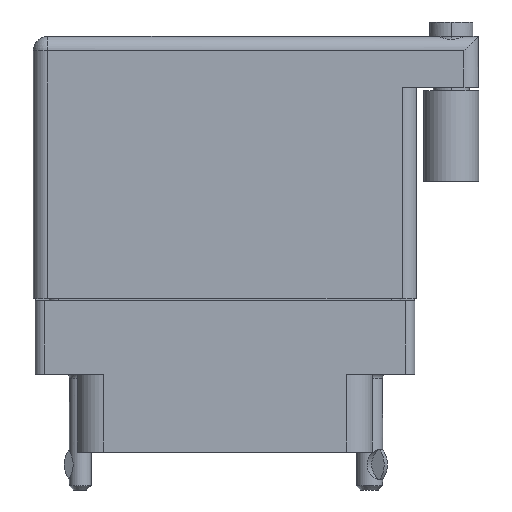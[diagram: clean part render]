
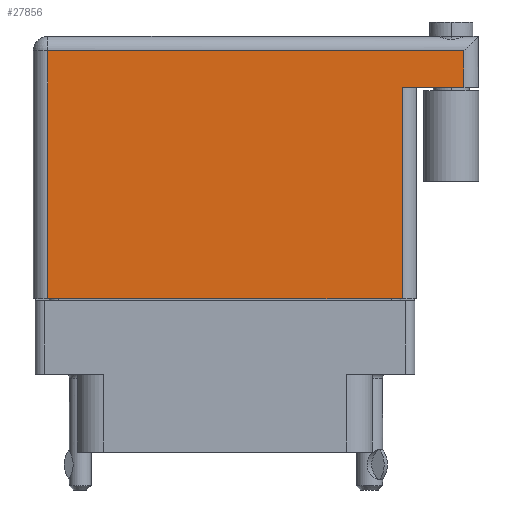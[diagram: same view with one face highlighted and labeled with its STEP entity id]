
A CAD part, front view. The second image highlights one B-rep face of the part: STEP entity #27856.
In plain terms, the highlighted face is planar.
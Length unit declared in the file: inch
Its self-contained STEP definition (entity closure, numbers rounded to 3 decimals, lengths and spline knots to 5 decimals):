
#1772 = CARTESIAN_POINT ( 'NONE',  ( -0.6125, -0.1, 0.3575 ) ) ;
#1837 = ORIENTED_EDGE ( 'NONE', *, *, #31518, .T. ) ;
#4079 = DIRECTION ( 'NONE',  ( 0., 1., 0. ) ) ;
#4964 = VECTOR ( 'NONE', #20258, 39.37008 ) ;
#4975 = DIRECTION ( 'NONE',  ( -1., 0., 0. ) ) ;
#5211 = VERTEX_POINT ( 'NONE', #8333 ) ;
#5483 = FACE_OUTER_BOUND ( 'NONE', #11231, .T. ) ;
#5724 = CARTESIAN_POINT ( 'NONE',  ( 0.6125, -0.1, 0.3575 ) ) ;
#6214 = CARTESIAN_POINT ( 'NONE',  ( -0.6625, -0.1, 0.3575 ) ) ;
#6806 = VECTOR ( 'NONE', #8776, 39.37008 ) ;
#8333 = CARTESIAN_POINT ( 'NONE',  ( 0.8265, 0.631, 0.3575 ) ) ;
#8514 = CARTESIAN_POINT ( 'NONE',  ( 0.6125, 0.631, 0.3575 ) ) ;
#8776 = DIRECTION ( 'NONE',  ( 0., 1., 0. ) ) ;
#10294 = CARTESIAN_POINT ( 'NONE',  ( 0.8265, 0.806, 0.3575 ) ) ;
#10549 = CARTESIAN_POINT ( 'NONE',  ( 0.8265, 0.756, 0.3575 ) ) ;
#11231 = EDGE_LOOP ( 'NONE', ( #29478, #1837, #23730, #16623, #37822, #34983 ) ) ;
#11339 = CARTESIAN_POINT ( 'NONE',  ( 0.8765, 0.631, 0.3575 ) ) ;
#11396 = LINE ( 'NONE', #38407, #36855 ) ;
#11506 = CARTESIAN_POINT ( 'NONE',  ( -0.6625, 0.756, 0.3575 ) ) ;
#11606 = AXIS2_PLACEMENT_3D ( 'NONE', #14299, #14167, #4975 ) ;
#13275 = EDGE_CURVE ( 'NONE', #32016, #14117, #11396, .T. ) ;
#14117 = VERTEX_POINT ( 'NONE', #1772 ) ;
#14167 = DIRECTION ( 'NONE',  ( 0., 0., -1. ) ) ;
#14299 = CARTESIAN_POINT ( 'NONE',  ( -0.6625, 0.806, 0.3575 ) ) ;
#14556 = EDGE_CURVE ( 'NONE', #5211, #34134, #27250, .T. ) ;
#15273 = CARTESIAN_POINT ( 'NONE',  ( 0.6125, 0.631, 0.3575 ) ) ;
#15670 = VECTOR ( 'NONE', #32805, 39.37008 ) ;
#16623 = ORIENTED_EDGE ( 'NONE', *, *, #25370, .T. ) ;
#20258 = DIRECTION ( 'NONE',  ( -1., 0., 0. ) ) ;
#21405 = EDGE_CURVE ( 'NONE', #14117, #24958, #35465, .T. ) ;
#23730 = ORIENTED_EDGE ( 'NONE', *, *, #14556, .F. ) ;
#24958 = VERTEX_POINT ( 'NONE', #5724 ) ;
#25370 = EDGE_CURVE ( 'NONE', #5211, #33587, #38641, .T. ) ;
#25532 = EDGE_CURVE ( 'NONE', #33587, #32016, #31895, .T. ) ;
#27250 = LINE ( 'NONE', #11339, #15670 ) ;
#27856 = ADVANCED_FACE ( 'NONE', ( #5483 ), #38454, .F. ) ;
#29478 = ORIENTED_EDGE ( 'NONE', *, *, #21405, .T. ) ;
#30480 = VECTOR ( 'NONE', #4079, 39.37008 ) ;
#31518 = EDGE_CURVE ( 'NONE', #24958, #34134, #35641, .T. ) ;
#31895 = LINE ( 'NONE', #11506, #4964 ) ;
#32016 = VERTEX_POINT ( 'NONE', #33552 ) ;
#32363 = DIRECTION ( 'NONE',  ( 0., -1., 0. ) ) ;
#32805 = DIRECTION ( 'NONE',  ( -1., 0., 0. ) ) ;
#33520 = VECTOR ( 'NONE', #34008, 39.37008 ) ;
#33552 = CARTESIAN_POINT ( 'NONE',  ( -0.6125, 0.756, 0.3575 ) ) ;
#33587 = VERTEX_POINT ( 'NONE', #10549 ) ;
#34008 = DIRECTION ( 'NONE',  ( 1., 0., 0. ) ) ;
#34134 = VERTEX_POINT ( 'NONE', #15273 ) ;
#34983 = ORIENTED_EDGE ( 'NONE', *, *, #13275, .T. ) ;
#35465 = LINE ( 'NONE', #6214, #33520 ) ;
#35641 = LINE ( 'NONE', #8514, #6806 ) ;
#36855 = VECTOR ( 'NONE', #32363, 39.37008 ) ;
#37822 = ORIENTED_EDGE ( 'NONE', *, *, #25532, .T. ) ;
#38407 = CARTESIAN_POINT ( 'NONE',  ( -0.6125, -0.1, 0.3575 ) ) ;
#38454 = PLANE ( 'NONE',  #11606 ) ;
#38641 = LINE ( 'NONE', #10294, #30480 ) ;
